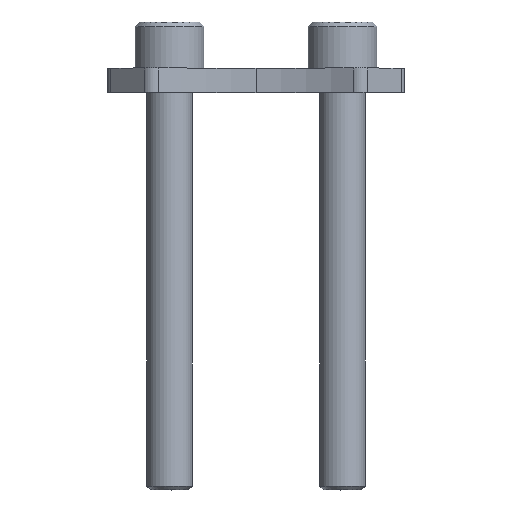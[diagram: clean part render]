
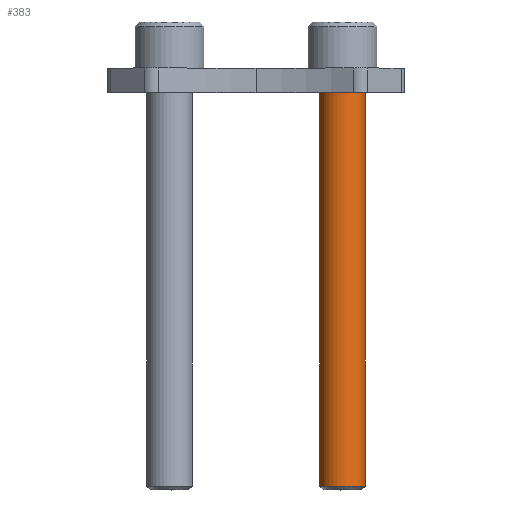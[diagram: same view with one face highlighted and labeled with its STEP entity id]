
A CAD part, top view. The second image highlights one B-rep face of the part: STEP entity #383.
In plain terms, the highlighted cylindrical face has radius 6 mm (diameter 12 mm), a partial arc.
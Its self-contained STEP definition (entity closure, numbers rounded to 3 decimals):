
#31 = ORIENTED_EDGE ( 'NONE', *, *, #559, .F. ) ;
#35 = CARTESIAN_POINT ( 'NONE',  ( -31.75, 0., 0. ) ) ;
#38 = DIRECTION ( 'NONE',  ( -1., 0., 0. ) ) ;
#90 = CARTESIAN_POINT ( 'NONE',  ( -31.75, 0., -6. ) ) ;
#113 = ORIENTED_EDGE ( 'NONE', *, *, #1181, .T. ) ;
#136 = AXIS2_PLACEMENT_3D ( 'NONE', #35, #499, #258 ) ;
#151 = ORIENTED_EDGE ( 'NONE', *, *, #1252, .T. ) ;
#164 = CARTESIAN_POINT ( 'NONE',  ( 12.6, 0., 0. ) ) ;
#201 = VECTOR ( 'NONE', #847, 1000. ) ;
#219 = AXIS2_PLACEMENT_3D ( 'NONE', #1421, #992, #1102 ) ;
#258 = DIRECTION ( 'NONE',  ( 0., 0., 1. ) ) ;
#318 = VECTOR ( 'NONE', #1321, 1000. ) ;
#383 = ADVANCED_FACE ( 'NONE', ( #1074 ), #823, .T. ) ;
#450 = CARTESIAN_POINT ( 'NONE',  ( 121.035, 0., -6. ) ) ;
#469 = CIRCLE ( 'NONE', #1014, 6. ) ;
#499 = DIRECTION ( 'NONE',  ( -1., 0., 0. ) ) ;
#523 = CARTESIAN_POINT ( 'NONE',  ( 12.6, 0., 6. ) ) ;
#559 = EDGE_CURVE ( 'NONE', #718, #1131, #957, .T. ) ;
#614 = VERTEX_POINT ( 'NONE', #523 ) ;
#627 = CARTESIAN_POINT ( 'NONE',  ( -31.75, 0., 6. ) ) ;
#718 = VERTEX_POINT ( 'NONE', #450 ) ;
#823 = CYLINDRICAL_SURFACE ( 'NONE', #136, 6. ) ;
#842 = EDGE_LOOP ( 'NONE', ( #31, #113, #151, #1032 ) ) ;
#847 = DIRECTION ( 'NONE',  ( -1., 0., 0. ) ) ;
#957 = LINE ( 'NONE', #90, #201 ) ;
#985 = VERTEX_POINT ( 'NONE', #1462 ) ;
#992 = DIRECTION ( 'NONE',  ( -1., 0., 0. ) ) ;
#1014 = AXIS2_PLACEMENT_3D ( 'NONE', #164, #38, #1300 ) ;
#1017 = EDGE_CURVE ( 'NONE', #1131, #614, #469, .T. ) ;
#1032 = ORIENTED_EDGE ( 'NONE', *, *, #1017, .F. ) ;
#1074 = FACE_OUTER_BOUND ( 'NONE', #842, .T. ) ;
#1102 = DIRECTION ( 'NONE',  ( 0., 0., 1. ) ) ;
#1109 = CIRCLE ( 'NONE', #219, 6. ) ;
#1131 = VERTEX_POINT ( 'NONE', #1278 ) ;
#1181 = EDGE_CURVE ( 'NONE', #718, #985, #1109, .T. ) ;
#1252 = EDGE_CURVE ( 'NONE', #985, #614, #1438, .T. ) ;
#1278 = CARTESIAN_POINT ( 'NONE',  ( 12.6, 0., -6. ) ) ;
#1300 = DIRECTION ( 'NONE',  ( 0., 0., 1. ) ) ;
#1321 = DIRECTION ( 'NONE',  ( -1., 0., 0. ) ) ;
#1421 = CARTESIAN_POINT ( 'NONE',  ( 121.035, 0., 0. ) ) ;
#1438 = LINE ( 'NONE', #627, #318 ) ;
#1462 = CARTESIAN_POINT ( 'NONE',  ( 121.035, 0., 6. ) ) ;
